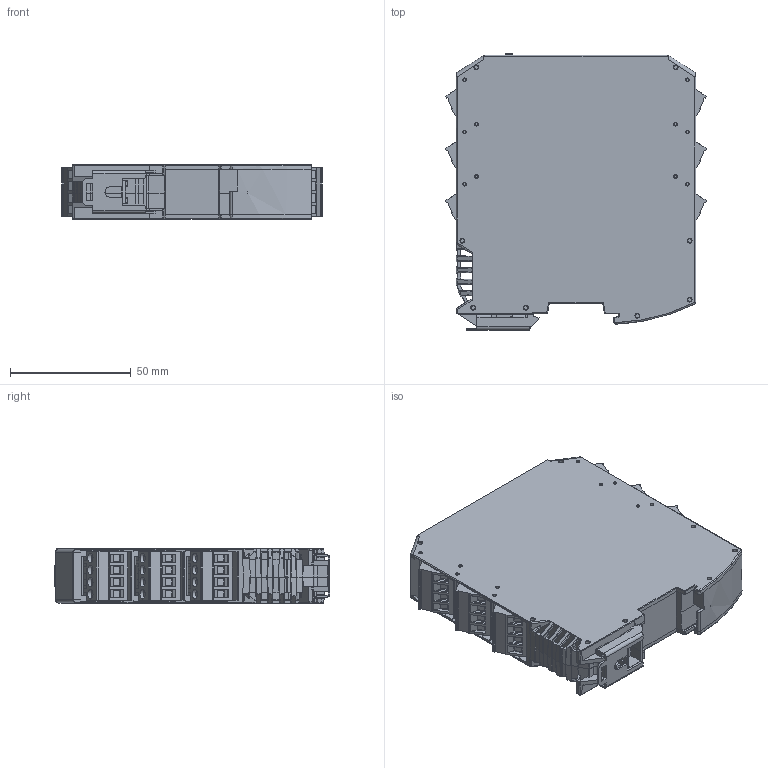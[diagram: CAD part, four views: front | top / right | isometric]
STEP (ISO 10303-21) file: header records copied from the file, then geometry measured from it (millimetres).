
FILE_DESCRIPTION (( 'STEP AP203' ), '1' );
FILE_NAME ('22.5mm黑謂偌瑩.STEP', '2024-04-24T01:32:02', ( '' ), ( '' ), 'SwSTEP 2.0', 'SolidWorks 2016', '' );
FILE_SCHEMA (( 'CONFIG_CONTROL_DESIGN' ));
Length unit declared in the file: millimetre
Products named in the file (1): 22.5mm黑謂偌瑩
Bounding box: 107.86 x 114.19 x 22.5 mm (x, y, z)
Surface area: 64431.5 mm2 (no closed solid volume)
Topology: 0 solids, 41 shells, 6265 faces, 16945 edges, 11096 vertices
Faces by surface type: plane 4424, cylinder 1337, bspline 238, cone 204, torus 40, sphere 22
Entity records: 203712 total; most frequent: CARTESIAN_POINT 46318, ORIENTED_EDGE 33842, DIRECTION 30904, EDGE_CURVE 16939, LINE 13092, VECTOR 13092, VERTEX_POINT 11096, AXIS2_PLACEMENT_3D 8906
